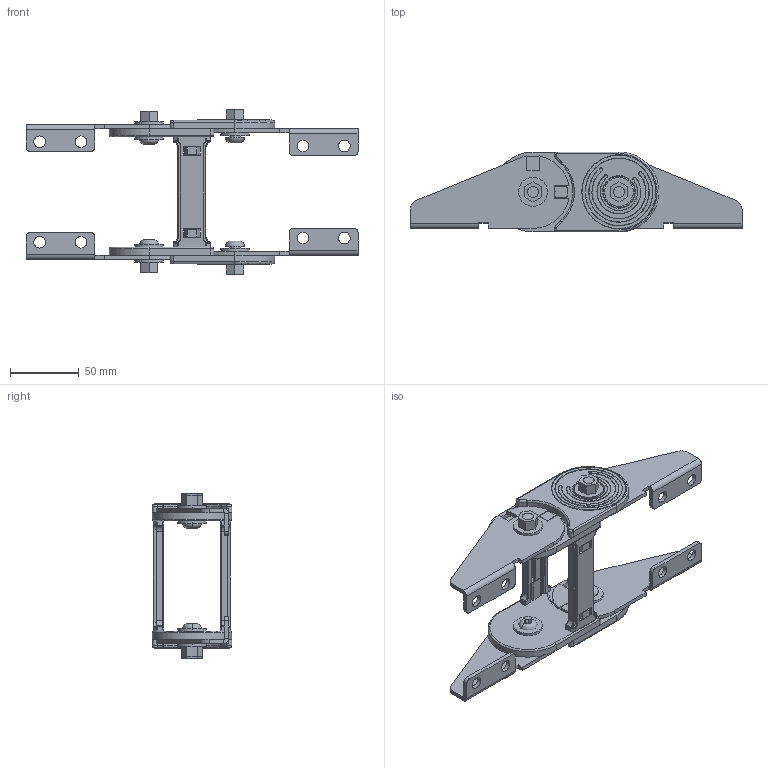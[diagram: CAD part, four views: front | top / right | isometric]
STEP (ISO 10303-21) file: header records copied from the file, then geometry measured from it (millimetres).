
FILE_DESCRIPTION (( 'STEP AP214' ), '1' );
FILE_NAME ('CK42-A080-METAL AYAK.STEP', '2019-09-16T13:01:14', ( '' ), ( '' ), 'SwSTEP 2.0', 'SolidWorks 2017', '' );
FILE_SCHEMA (( 'AUTOMOTIVE_DESIGN' ));
Length unit declared in the file: millimetre
Products named in the file (1): CK42-A080-METAL AYAK
Bounding box: 241.5 x 58 x 119.72 mm (x, y, z)
Volume: 152291.9 mm3; surface area: 106312.9 mm2
Topology: 24 solids, 24 shells, 1056 faces, 2638 edges, 1644 vertices
Faces by surface type: plane 482, cylinder 424, bspline 94, torus 32, sphere 24
Entity records: 46320 total; most frequent: CARTESIAN_POINT 22288, ORIENTED_EDGE 5220, DIRECTION 4386, EDGE_CURVE 2610, VERTEX_POINT 1644, AXIS2_PLACEMENT_3D 1467, LINE 1452, VECTOR 1452
